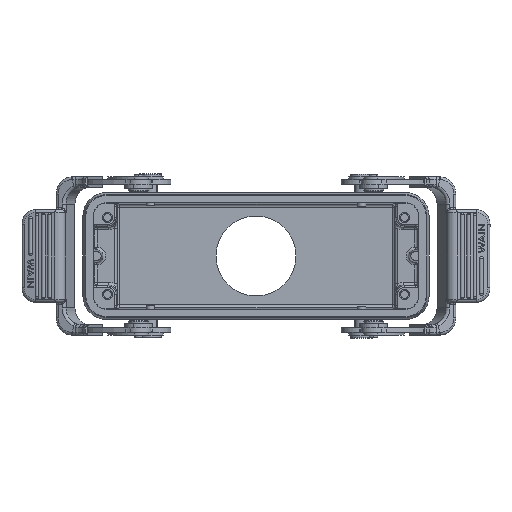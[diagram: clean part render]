
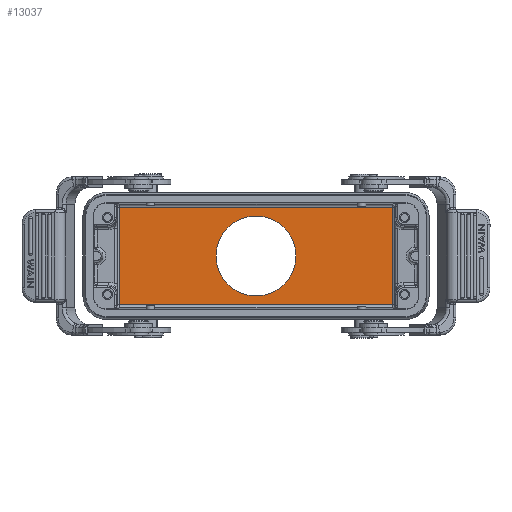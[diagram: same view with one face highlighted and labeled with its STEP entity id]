
A CAD part, front view. The second image highlights one B-rep face of the part: STEP entity #13037.
In plain terms, the highlighted planar face has unit normal (0, 1, 0).
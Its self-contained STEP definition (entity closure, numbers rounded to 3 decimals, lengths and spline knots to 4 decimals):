
#2675=DIRECTION('',(0.,0.,-1.));
#2676=VECTOR('',#2675,1.3492);
#2677=CARTESIAN_POINT('',(1.8754,1.1378,0.6746));
#2678=LINE('',#2677,#2676);
#2702=DIRECTION('',(1.,0.,0.));
#2703=VECTOR('',#2702,3.7508);
#2704=CARTESIAN_POINT('',(-1.8754,1.1378,
0.6746));
#2705=LINE('',#2704,#2703);
#2950=DIRECTION('',(0.,0.,1.));
#2951=VECTOR('',#2950,1.3492);
#2952=CARTESIAN_POINT('',(-1.8754,1.1378,
-0.6746));
#2953=LINE('',#2952,#2951);
#2954=CARTESIAN_POINT('',(0.,1.1378,0.));
#2955=DIRECTION('',(0.,-1.,0.));
#2956=DIRECTION('',(0.,0.,-1.));
#2957=AXIS2_PLACEMENT_3D('',#2954,#2955,#2956);
#2959=CARTESIAN_POINT('',(0.,1.1378,0.));
#2960=DIRECTION('',(0.,-1.,0.));
#2961=DIRECTION('',(0.,0.,1.));
#2962=AXIS2_PLACEMENT_3D('',#2959,#2960,#2961);
#2968=DIRECTION('',(-1.,0.,0.));
#2969=VECTOR('',#2968,3.7508);
#2970=CARTESIAN_POINT('',(1.8754,1.1378,
-0.6746));
#2971=LINE('',#2970,#2969);
#8062=CARTESIAN_POINT('',(1.8754,1.1378,
-0.6746));
#8063=VERTEX_POINT('',#8062);
#8064=CARTESIAN_POINT('',(-1.8754,1.1378,
-0.6746));
#8065=VERTEX_POINT('',#8064);
#8066=CARTESIAN_POINT('',(-1.8754,1.1378,
0.6746));
#8067=VERTEX_POINT('',#8066);
#8068=CARTESIAN_POINT('',(1.8754,1.1378,0.6746));
#8069=VERTEX_POINT('',#8068);
#8092=CARTESIAN_POINT('',(0.,1.1378,
-0.5512));
#8093=CARTESIAN_POINT('',(0.,1.1378,
0.5512));
#8094=VERTEX_POINT('',#8092);
#8095=VERTEX_POINT('',#8093);
#13019=CARTESIAN_POINT('',(0.,1.1378,0.));
#13020=DIRECTION('',(0.,1.,0.));
#13021=DIRECTION('',(-1.,0.,0.));
#13022=AXIS2_PLACEMENT_3D('',#13019,#13020,#13021);
#13023=PLANE('',#13022);
#13025=ORIENTED_EDGE('',*,*,#13024,.F.);
#13026=ORIENTED_EDGE('',*,*,#12497,.F.);
#13027=ORIENTED_EDGE('',*,*,#12525,.F.);
#13028=ORIENTED_EDGE('',*,*,#13014,.F.);
#13029=EDGE_LOOP('',(#13025,#13026,#13027,#13028));
#13030=FACE_OUTER_BOUND('',#13029,.F.);
#13032=ORIENTED_EDGE('',*,*,#13031,.F.);
#13034=ORIENTED_EDGE('',*,*,#13033,.F.);
#13035=EDGE_LOOP('',(#13032,#13034));
#13036=FACE_BOUND('',#13035,.F.);
#13037=ADVANCED_FACE('',(#13030,#13036),#13023,.T.);
#2958=CIRCLE('',#2957,0.5512);
#2963=CIRCLE('',#2962,0.5512);
#12497=EDGE_CURVE('',#8069,#8063,#2678,.T.);
#12525=EDGE_CURVE('',#8067,#8069,#2705,.T.);
#13014=EDGE_CURVE('',#8065,#8067,#2953,.T.);
#13024=EDGE_CURVE('',#8063,#8065,#2971,.T.);
#13031=EDGE_CURVE('',#8094,#8095,#2958,.T.);
#13033=EDGE_CURVE('',#8095,#8094,#2963,.T.);
